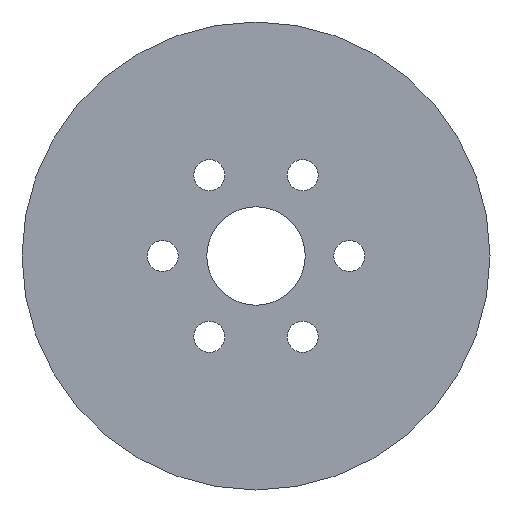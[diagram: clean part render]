
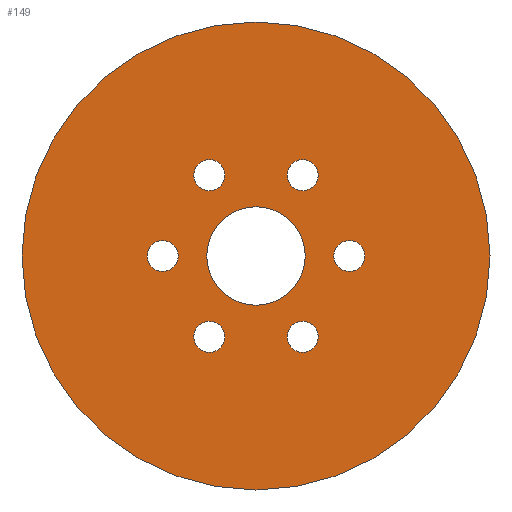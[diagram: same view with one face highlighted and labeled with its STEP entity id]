
A CAD part, left-side view. The second image highlights one B-rep face of the part: STEP entity #149.
In plain terms, the highlighted planar face has unit normal (-1, 0, 0).
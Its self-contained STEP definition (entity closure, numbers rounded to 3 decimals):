
#7 = EDGE_LOOP ( 'NONE', ( #597, #334 ) ) ;
#11 = DIRECTION ( 'NONE',  ( 1., 0., 0. ) ) ;
#19 = CARTESIAN_POINT ( 'NONE',  ( 0., 1.226, -8.378 ) ) ;
#24 = DIRECTION ( 'NONE',  ( 1., 0., 0. ) ) ;
#25 = DIRECTION ( 'NONE',  ( 0., 0., -1. ) ) ;
#28 = DIRECTION ( 'NONE',  ( 0., 0., -1. ) ) ;
#34 = CARTESIAN_POINT ( 'NONE',  ( 0., 6.189, 1.869 ) ) ;
#36 = VERTEX_POINT ( 'NONE', #466 ) ;
#37 = FACE_BOUND ( 'NONE', #588, .T. ) ;
#40 = EDGE_LOOP ( 'NONE', ( #232, #132 ) ) ;
#41 = CIRCLE ( 'NONE', #49, 5.233 ) ;
#43 = VERTEX_POINT ( 'NONE', #19 ) ;
#49 = AXIS2_PLACEMENT_3D ( 'NONE', #452, #463, #250 ) ;
#58 = CIRCLE ( 'NONE', #143, 24.876 ) ;
#63 = DIRECTION ( 'NONE',  ( 1., 0., 0. ) ) ;
#65 = CARTESIAN_POINT ( 'NONE',  ( 0., -3.737, -3.365 ) ) ;
#68 = DIRECTION ( 'NONE',  ( 1., 0., 0. ) ) ;
#75 = FACE_BOUND ( 'NONE', #397, .T. ) ;
#78 = CIRCLE ( 'NONE', #515, 1.65 ) ;
#85 = VERTEX_POINT ( 'NONE', #65 ) ;
#86 = EDGE_CURVE ( 'NONE', #266, #85, #404, .T. ) ;
#87 = CARTESIAN_POINT ( 'NONE',  ( 0., -8.7, -6.728 ) ) ;
#90 = ORIENTED_EDGE ( 'NONE', *, *, #573, .T. ) ;
#91 = CIRCLE ( 'NONE', #613, 1.65 ) ;
#92 = CIRCLE ( 'NONE', #462, 1.65 ) ;
#93 = DIRECTION ( 'NONE',  ( 0., 0., -1. ) ) ;
#100 = DIRECTION ( 'NONE',  ( 0., 0., -1. ) ) ;
#102 = CIRCLE ( 'NONE', #186, 1.65 ) ;
#103 = ORIENTED_EDGE ( 'NONE', *, *, #501, .F. ) ;
#104 = CARTESIAN_POINT ( 'NONE',  ( 0., -8.7, 10.465 ) ) ;
#106 = ORIENTED_EDGE ( 'NONE', *, *, #476, .T. ) ;
#113 = AXIS2_PLACEMENT_3D ( 'NONE', #584, #128, #330 ) ;
#116 = CARTESIAN_POINT ( 'NONE',  ( 0., 1.226, 10.465 ) ) ;
#117 = CARTESIAN_POINT ( 'NONE',  ( 0., -3.737, 26.744 ) ) ;
#119 = CARTESIAN_POINT ( 'NONE',  ( 0., 1.226, 10.465 ) ) ;
#120 = EDGE_CURVE ( 'NONE', #254, #339, #78, .T. ) ;
#121 = EDGE_LOOP ( 'NONE', ( #103, #188 ) ) ;
#123 = CIRCLE ( 'NONE', #315, 24.876 ) ;
#125 = DIRECTION ( 'NONE',  ( 0., 0., -1. ) ) ;
#127 = DIRECTION ( 'NONE',  ( 1., 0., 0. ) ) ;
#128 = DIRECTION ( 'NONE',  ( 1., 0., 0. ) ) ;
#130 = CARTESIAN_POINT ( 'NONE',  ( 0., -13.664, 3.519 ) ) ;
#132 = ORIENTED_EDGE ( 'NONE', *, *, #357, .T. ) ;
#133 = FACE_BOUND ( 'NONE', #7, .T. ) ;
#139 = EDGE_CURVE ( 'NONE', #550, #369, #527, .T. ) ;
#142 = VERTEX_POINT ( 'NONE', #130 ) ;
#143 = AXIS2_PLACEMENT_3D ( 'NONE', #572, #577, #125 ) ;
#144 = CIRCLE ( 'NONE', #602, 1.65 ) ;
#149 = ADVANCED_FACE ( 'NONE', ( #644, #75, #428, #589, #37, #277, #133, #227 ), #583, .F. ) ;
#166 = DIRECTION ( 'NONE',  ( 1., 0., 0. ) ) ;
#168 = EDGE_CURVE ( 'NONE', #85, #266, #41, .T. ) ;
#170 = CARTESIAN_POINT ( 'NONE',  ( 0., 6.189, 0.219 ) ) ;
#176 = DIRECTION ( 'NONE',  ( 1., 0., 0. ) ) ;
#184 = CIRCLE ( 'NONE', #486, 1.65 ) ;
#186 = AXIS2_PLACEMENT_3D ( 'NONE', #261, #296, #93 ) ;
#188 = ORIENTED_EDGE ( 'NONE', *, *, #431, .F. ) ;
#204 = AXIS2_PLACEMENT_3D ( 'NONE', #626, #166, #328 ) ;
#207 = CARTESIAN_POINT ( 'NONE',  ( 0., -8.7, -5.078 ) ) ;
#209 = VERTEX_POINT ( 'NONE', #400 ) ;
#211 = DIRECTION ( 'NONE',  ( 0., 0., -1. ) ) ;
#221 = EDGE_LOOP ( 'NONE', ( #620, #553 ) ) ;
#227 = FACE_BOUND ( 'NONE', #40, .T. ) ;
#232 = ORIENTED_EDGE ( 'NONE', *, *, #120, .T. ) ;
#234 = DIRECTION ( 'NONE',  ( 0., 0., -1. ) ) ;
#245 = EDGE_CURVE ( 'NONE', #36, #209, #91, .T. ) ;
#250 = DIRECTION ( 'NONE',  ( 0., 0., -1. ) ) ;
#252 = DIRECTION ( 'NONE',  ( 1., 0., 0. ) ) ;
#254 = VERTEX_POINT ( 'NONE', #309 ) ;
#259 = CIRCLE ( 'NONE', #601, 1.65 ) ;
#261 = CARTESIAN_POINT ( 'NONE',  ( 0., -8.7, 10.465 ) ) ;
#266 = VERTEX_POINT ( 'NONE', #565 ) ;
#270 = CARTESIAN_POINT ( 'NONE',  ( 0., 1.226, 8.815 ) ) ;
#277 = FACE_BOUND ( 'NONE', #324, .T. ) ;
#279 = ORIENTED_EDGE ( 'NONE', *, *, #401, .T. ) ;
#282 = CARTESIAN_POINT ( 'NONE',  ( 0., -3.737, 1.869 ) ) ;
#286 = ORIENTED_EDGE ( 'NONE', *, *, #86, .T. ) ;
#291 = CIRCLE ( 'NONE', #551, 1.65 ) ;
#296 = DIRECTION ( 'NONE',  ( 1., 0., 0. ) ) ;
#304 = CIRCLE ( 'NONE', #407, 1.65 ) ;
#309 = CARTESIAN_POINT ( 'NONE',  ( 0., 1.226, 12.115 ) ) ;
#315 = AXIS2_PLACEMENT_3D ( 'NONE', #320, #68, #234 ) ;
#318 = CARTESIAN_POINT ( 'NONE',  ( 0., 1.226, -6.728 ) ) ;
#320 = CARTESIAN_POINT ( 'NONE',  ( 0., -3.737, 1.869 ) ) ;
#324 = EDGE_LOOP ( 'NONE', ( #610, #389 ) ) ;
#328 = DIRECTION ( 'NONE',  ( 0., 0., -1. ) ) ;
#330 = DIRECTION ( 'NONE',  ( 0., 0., -1. ) ) ;
#334 = ORIENTED_EDGE ( 'NONE', *, *, #245, .T. ) ;
#337 = DIRECTION ( 'NONE',  ( 0., 0., -1. ) ) ;
#338 = EDGE_CURVE ( 'NONE', #533, #142, #345, .T. ) ;
#339 = VERTEX_POINT ( 'NONE', #270 ) ;
#343 = VERTEX_POINT ( 'NONE', #617 ) ;
#345 = CIRCLE ( 'NONE', #204, 1.65 ) ;
#346 = CIRCLE ( 'NONE', #113, 1.65 ) ;
#357 = EDGE_CURVE ( 'NONE', #339, #254, #184, .T. ) ;
#361 = CARTESIAN_POINT ( 'NONE',  ( 0., -3.737, 1.869 ) ) ;
#368 = CARTESIAN_POINT ( 'NONE',  ( 0., -8.7, -6.728 ) ) ;
#369 = VERTEX_POINT ( 'NONE', #170 ) ;
#371 = EDGE_CURVE ( 'NONE', #142, #533, #291, .T. ) ;
#378 = CARTESIAN_POINT ( 'NONE',  ( 0., 6.189, 3.519 ) ) ;
#380 = DIRECTION ( 'NONE',  ( 0., 0., -1. ) ) ;
#388 = CARTESIAN_POINT ( 'NONE',  ( 0., 1.226, -5.078 ) ) ;
#389 = ORIENTED_EDGE ( 'NONE', *, *, #338, .T. ) ;
#397 = EDGE_LOOP ( 'NONE', ( #286, #614 ) ) ;
#400 = CARTESIAN_POINT ( 'NONE',  ( 0., -8.7, 12.115 ) ) ;
#401 = EDGE_CURVE ( 'NONE', #605, #497, #259, .T. ) ;
#404 = CIRCLE ( 'NONE', #622, 5.233 ) ;
#407 = AXIS2_PLACEMENT_3D ( 'NONE', #318, #422, #631 ) ;
#420 = DIRECTION ( 'NONE',  ( 1., 0., 0. ) ) ;
#422 = DIRECTION ( 'NONE',  ( 1., 0., 0. ) ) ;
#424 = CARTESIAN_POINT ( 'NONE',  ( 0., -13.664, 0.219 ) ) ;
#425 = EDGE_LOOP ( 'NONE', ( #106, #500 ) ) ;
#428 = FACE_BOUND ( 'NONE', #221, .T. ) ;
#431 = EDGE_CURVE ( 'NONE', #343, #494, #58, .T. ) ;
#449 = AXIS2_PLACEMENT_3D ( 'NONE', #282, #176, #337 ) ;
#452 = CARTESIAN_POINT ( 'NONE',  ( 0., -3.737, 1.869 ) ) ;
#458 = CARTESIAN_POINT ( 'NONE',  ( 0., 6.189, 1.869 ) ) ;
#462 = AXIS2_PLACEMENT_3D ( 'NONE', #458, #11, #211 ) ;
#463 = DIRECTION ( 'NONE',  ( 1., 0., 0. ) ) ;
#466 = CARTESIAN_POINT ( 'NONE',  ( 0., -8.7, 8.815 ) ) ;
#476 = EDGE_CURVE ( 'NONE', #546, #43, #304, .T. ) ;
#486 = AXIS2_PLACEMENT_3D ( 'NONE', #119, #420, #25 ) ;
#494 = VERTEX_POINT ( 'NONE', #117 ) ;
#497 = VERTEX_POINT ( 'NONE', #207 ) ;
#500 = ORIENTED_EDGE ( 'NONE', *, *, #582, .T. ) ;
#501 = EDGE_CURVE ( 'NONE', #494, #343, #123, .T. ) ;
#515 = AXIS2_PLACEMENT_3D ( 'NONE', #116, #640, #380 ) ;
#524 = DIRECTION ( 'NONE',  ( 0., 0., -1. ) ) ;
#527 = CIRCLE ( 'NONE', #542, 1.65 ) ;
#533 = VERTEX_POINT ( 'NONE', #424 ) ;
#542 = AXIS2_PLACEMENT_3D ( 'NONE', #34, #127, #586 ) ;
#546 = VERTEX_POINT ( 'NONE', #388 ) ;
#549 = DIRECTION ( 'NONE',  ( 1., 0., 0. ) ) ;
#550 = VERTEX_POINT ( 'NONE', #378 ) ;
#551 = AXIS2_PLACEMENT_3D ( 'NONE', #619, #63, #567 ) ;
#553 = ORIENTED_EDGE ( 'NONE', *, *, #649, .T. ) ;
#565 = CARTESIAN_POINT ( 'NONE',  ( 0., -3.737, 7.102 ) ) ;
#567 = DIRECTION ( 'NONE',  ( 0., 0., -1. ) ) ;
#572 = CARTESIAN_POINT ( 'NONE',  ( 0., -3.737, 1.869 ) ) ;
#573 = EDGE_CURVE ( 'NONE', #497, #605, #144, .T. ) ;
#577 = DIRECTION ( 'NONE',  ( 1., 0., 0. ) ) ;
#579 = DIRECTION ( 'NONE',  ( 1., 0., 0. ) ) ;
#582 = EDGE_CURVE ( 'NONE', #43, #546, #346, .T. ) ;
#583 = PLANE ( 'NONE',  #449 ) ;
#584 = CARTESIAN_POINT ( 'NONE',  ( 0., 1.226, -6.728 ) ) ;
#586 = DIRECTION ( 'NONE',  ( 0., 0., -1. ) ) ;
#588 = EDGE_LOOP ( 'NONE', ( #90, #279 ) ) ;
#589 = FACE_BOUND ( 'NONE', #425, .T. ) ;
#597 = ORIENTED_EDGE ( 'NONE', *, *, #643, .T. ) ;
#601 = AXIS2_PLACEMENT_3D ( 'NONE', #368, #579, #524 ) ;
#602 = AXIS2_PLACEMENT_3D ( 'NONE', #87, #549, #634 ) ;
#605 = VERTEX_POINT ( 'NONE', #638 ) ;
#610 = ORIENTED_EDGE ( 'NONE', *, *, #371, .T. ) ;
#613 = AXIS2_PLACEMENT_3D ( 'NONE', #104, #252, #100 ) ;
#614 = ORIENTED_EDGE ( 'NONE', *, *, #168, .T. ) ;
#617 = CARTESIAN_POINT ( 'NONE',  ( 0., -3.737, -23.007 ) ) ;
#619 = CARTESIAN_POINT ( 'NONE',  ( 0., -13.664, 1.869 ) ) ;
#620 = ORIENTED_EDGE ( 'NONE', *, *, #139, .T. ) ;
#622 = AXIS2_PLACEMENT_3D ( 'NONE', #361, #24, #28 ) ;
#626 = CARTESIAN_POINT ( 'NONE',  ( 0., -13.664, 1.869 ) ) ;
#631 = DIRECTION ( 'NONE',  ( 0., 0., -1. ) ) ;
#634 = DIRECTION ( 'NONE',  ( 0., 0., -1. ) ) ;
#638 = CARTESIAN_POINT ( 'NONE',  ( 0., -8.7, -8.378 ) ) ;
#640 = DIRECTION ( 'NONE',  ( 1., 0., 0. ) ) ;
#643 = EDGE_CURVE ( 'NONE', #209, #36, #102, .T. ) ;
#644 = FACE_OUTER_BOUND ( 'NONE', #121, .T. ) ;
#649 = EDGE_CURVE ( 'NONE', #369, #550, #92, .T. ) ;
